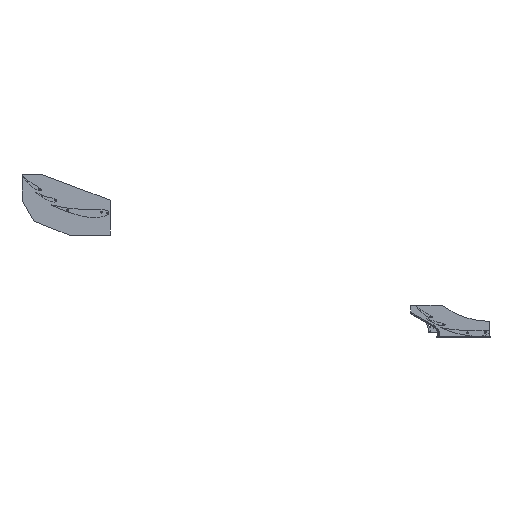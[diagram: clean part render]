
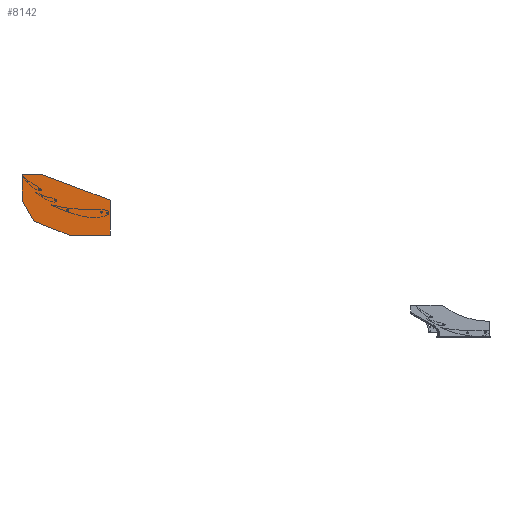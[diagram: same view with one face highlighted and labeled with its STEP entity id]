
A CAD part, front view. The second image highlights one B-rep face of the part: STEP entity #8142.
In plain terms, the highlighted planar face has unit normal (0, -1, 0).
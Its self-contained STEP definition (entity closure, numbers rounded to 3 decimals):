
#739=FACE_BOUND('',#1797,.T.);
#740=FACE_BOUND('',#1798,.T.);
#741=FACE_BOUND('',#1799,.T.);
#876=PLANE('',#9706);
#1280=FACE_OUTER_BOUND('',#1796,.T.);
#1796=EDGE_LOOP('',(#7319,#7320,#7321,#7322,#7323,#7324,#7325));
#1797=EDGE_LOOP('',(#7326));
#1798=EDGE_LOOP('',(#7327));
#1799=EDGE_LOOP('',(#7328));
#2318=LINE('',#15122,#2859);
#2326=LINE('',#15144,#2867);
#2329=LINE('',#15150,#2870);
#2332=LINE('',#15155,#2873);
#2333=LINE('',#15158,#2874);
#2335=LINE('',#15161,#2876);
#2339=LINE('',#15175,#2880);
#2859=VECTOR('',#12238,10.);
#2867=VECTOR('',#12256,10.);
#2870=VECTOR('',#12261,10.);
#2873=VECTOR('',#12266,10.);
#2874=VECTOR('',#12269,10.);
#2876=VECTOR('',#12273,10.);
#2880=VECTOR('',#12291,10.);
#3449=CIRCLE('',#9701,2.5);
#3450=CIRCLE('',#9703,2.5);
#3451=CIRCLE('',#9705,2.5);
#4132=VERTEX_POINT('',#15119);
#4133=VERTEX_POINT('',#15121);
#4142=VERTEX_POINT('',#15143);
#4143=VERTEX_POINT('',#15147);
#4144=VERTEX_POINT('',#15149);
#4145=VERTEX_POINT('',#15153);
#4146=VERTEX_POINT('',#15157);
#4147=VERTEX_POINT('',#15163);
#4148=VERTEX_POINT('',#15167);
#4149=VERTEX_POINT('',#15171);
#5192=EDGE_CURVE('',#4132,#4133,#2318,.T.);
#5203=EDGE_CURVE('',#4142,#4133,#2326,.T.);
#5206=EDGE_CURVE('',#4144,#4143,#2329,.T.);
#5209=EDGE_CURVE('',#4132,#4145,#2332,.T.);
#5210=EDGE_CURVE('',#4146,#4142,#2333,.T.);
#5212=EDGE_CURVE('',#4145,#4144,#2335,.T.);
#5213=EDGE_CURVE('',#4147,#4147,#3449,.T.);
#5215=EDGE_CURVE('',#4148,#4148,#3450,.T.);
#5217=EDGE_CURVE('',#4149,#4149,#3451,.T.);
#5219=EDGE_CURVE('',#4143,#4146,#2339,.T.);
#7319=ORIENTED_EDGE('',*,*,#5192,.F.);
#7320=ORIENTED_EDGE('',*,*,#5209,.T.);
#7321=ORIENTED_EDGE('',*,*,#5212,.T.);
#7322=ORIENTED_EDGE('',*,*,#5206,.T.);
#7323=ORIENTED_EDGE('',*,*,#5219,.T.);
#7324=ORIENTED_EDGE('',*,*,#5210,.T.);
#7325=ORIENTED_EDGE('',*,*,#5203,.T.);
#7326=ORIENTED_EDGE('',*,*,#5213,.T.);
#7327=ORIENTED_EDGE('',*,*,#5215,.T.);
#7328=ORIENTED_EDGE('',*,*,#5217,.T.);
#8142=ADVANCED_FACE('',(#1280,#739,#740,#741),#876,.T.);
#9701=AXIS2_PLACEMENT_3D('',#15164,#12276,#12277);
#9703=AXIS2_PLACEMENT_3D('',#15168,#12281,#12282);
#9705=AXIS2_PLACEMENT_3D('',#15172,#12286,#12287);
#9706=AXIS2_PLACEMENT_3D('',#15174,#12289,#12290);
#12238=DIRECTION('',(-0.931,0.,0.366));
#12256=DIRECTION('',(0.5,0.,-0.866));
#12261=DIRECTION('',(-0.937,0.,0.351));
#12266=DIRECTION('',(1.,0.,0.));
#12269=DIRECTION('',(0.,0.,-1.));
#12273=DIRECTION('',(0.,0.,1.));
#12276=DIRECTION('center_axis',(0.,1.,0.));
#12277=DIRECTION('ref_axis',(-1.,0.,0.));
#12281=DIRECTION('center_axis',(0.,1.,0.));
#12282=DIRECTION('ref_axis',(-1.,0.,0.));
#12286=DIRECTION('center_axis',(0.,1.,0.));
#12287=DIRECTION('ref_axis',(-1.,0.,0.));
#12289=DIRECTION('center_axis',(0.,-1.,0.));
#12290=DIRECTION('ref_axis',(0.,0.,-1.));
#12291=DIRECTION('',(-1.,0.,0.));
#15119=CARTESIAN_POINT('',(19.517,-2.5,-100.));
#15121=CARTESIAN_POINT('',(-200.483,-2.5,-13.397));
#15122=CARTESIAN_POINT('',(-60.974,-2.5,-68.315));
#15143=CARTESIAN_POINT('',(-277.5,-2.5,120.));
#15144=CARTESIAN_POINT('',(-216.832,-2.5,14.919));
#15147=CARTESIAN_POINT('',(-150.,-2.5,280.));
#15149=CARTESIAN_POINT('',(277.5,-2.5,120.));
#15150=CARTESIAN_POINT('',(175.495,-2.5,158.177));
#15153=CARTESIAN_POINT('',(277.5,-2.5,-100.));
#15155=CARTESIAN_POINT('',(-75.241,-2.5,-100.));
#15157=CARTESIAN_POINT('',(-277.5,-2.5,280.));
#15158=CARTESIAN_POINT('',(-277.5,-2.5,280.));
#15161=CARTESIAN_POINT('',(277.5,-2.5,-280.));
#15163=CARTESIAN_POINT('',(-160.,-2.5,185.));
#15164=CARTESIAN_POINT('Origin',(-162.5,-2.5,185.));
#15167=CARTESIAN_POINT('',(-60.,-2.5,115.));
#15168=CARTESIAN_POINT('Origin',(-62.5,-2.5,115.));
#15171=CARTESIAN_POINT('',(260.,-2.5,40.));
#15172=CARTESIAN_POINT('Origin',(257.5,-2.5,40.));
#15174=CARTESIAN_POINT('Origin',(0.,-2.5,0.));
#15175=CARTESIAN_POINT('',(277.5,-2.5,280.));
